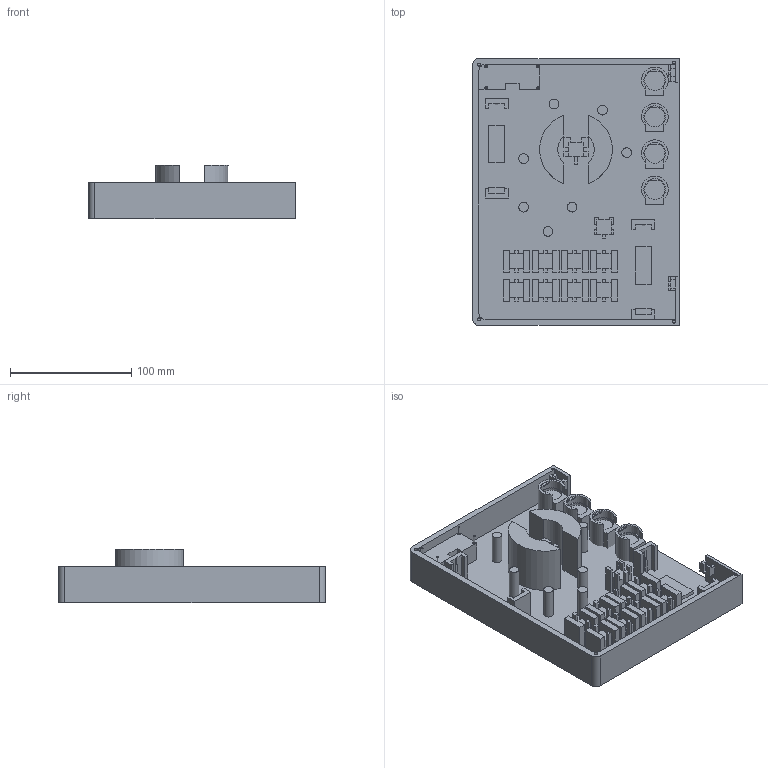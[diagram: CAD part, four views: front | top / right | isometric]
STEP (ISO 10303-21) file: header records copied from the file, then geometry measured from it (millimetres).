
FILE_DESCRIPTION(/* description */ (''),/* implementation_level */ '2;1');
FILE_NAME(/* name */ 'Obudowa_L.step',/* time_stamp */ '2026-01-26T15:17:33+01:00',/* author */ (''),/* organization */ (''),/* preprocessor_version */ 'ST-DEVELOPER v20.1',/* originating_system */ 'Autodesk Translation Framework v14.21.0.0',/* authorisation */ '');
FILE_SCHEMA (('AUTOMOTIVE_DESIGN { 1 0 10303 214 3 1 1 }'));
Length unit declared in the file: millimetre
Products named in the file (1): 2026-01-26-15-17-33-124
Bounding box: 170 x 220 x 44.5 mm (x, y, z)
Volume: 451939.6 mm3; surface area: 178001.2 mm2
Topology: 26 solids, 26 shells, 515 faces, 1261 edges, 820 vertices
Faces by surface type: plane 474, cylinder 37, torus 4
Full cylindrical faces by diameter (mm): 1.375 x4, 2.529 x4, 3 x2, 8 x7, 16.5 x4
Entity records: 14854 total; most frequent: CARTESIAN_POINT 2598, ORIENTED_EDGE 2524, DIRECTION 2384, EDGE_CURVE 1262, LINE 1172, VECTOR 1172, VERTEX_POINT 820, AXIS2_PLACEMENT_3D 606
